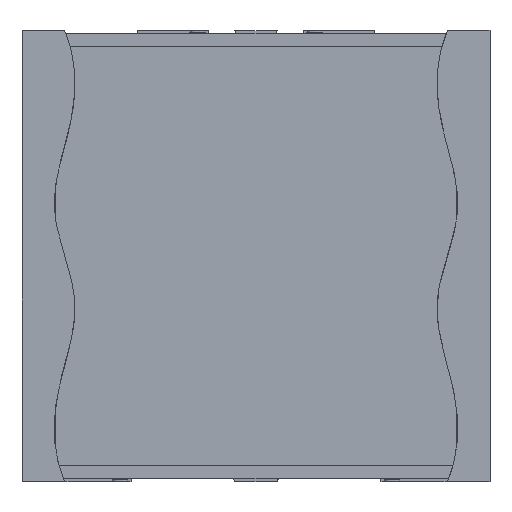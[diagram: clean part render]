
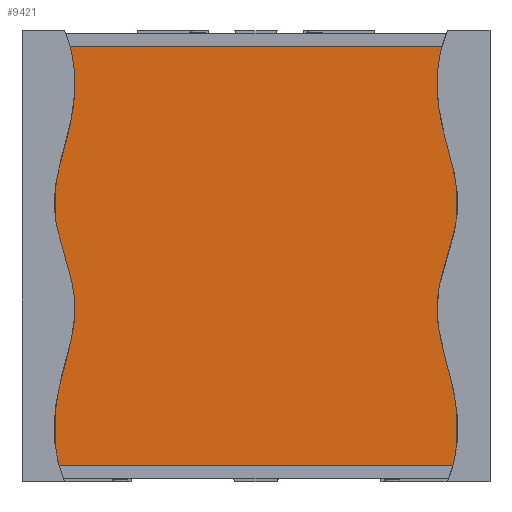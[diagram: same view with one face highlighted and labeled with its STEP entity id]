
A CAD part, top view. The second image highlights one B-rep face of the part: STEP entity #9421.
In plain terms, the highlighted planar face has unit normal (0, 0, 1).
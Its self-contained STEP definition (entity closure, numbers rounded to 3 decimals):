
#542=PLANE('',#10000);
#956=FACE_OUTER_BOUND('',#1478,.T.);
#1478=EDGE_LOOP('',(#7204,#7205,#7206,#7207));
#2245=LINE('',#14288,#3386);
#2246=LINE('',#14290,#3387);
#2247=LINE('',#14292,#3388);
#2248=LINE('',#14293,#3389);
#3386=VECTOR('',#11220,10.);
#3387=VECTOR('',#11221,10.);
#3388=VECTOR('',#11222,10.);
#3389=VECTOR('',#11223,10.);
#4490=VERTEX_POINT('',#14286);
#4491=VERTEX_POINT('',#14287);
#4492=VERTEX_POINT('',#14289);
#4493=VERTEX_POINT('',#14291);
#5505=EDGE_CURVE('',#4490,#4491,#2245,.T.);
#5506=EDGE_CURVE('',#4490,#4492,#2246,.T.);
#5507=EDGE_CURVE('',#4493,#4492,#2247,.T.);
#5508=EDGE_CURVE('',#4493,#4491,#2248,.F.);
#7204=ORIENTED_EDGE('',*,*,#5505,.F.);
#7205=ORIENTED_EDGE('',*,*,#5506,.T.);
#7206=ORIENTED_EDGE('',*,*,#5507,.F.);
#7207=ORIENTED_EDGE('',*,*,#5508,.T.);
#9421=ADVANCED_FACE('',(#956),#542,.F.);
#10000=AXIS2_PLACEMENT_3D('',#14285,#11218,#11219);
#11218=DIRECTION('center_axis',(0.,0.,-1.));
#11219=DIRECTION('ref_axis',(-1.,0.,0.));
#11220=DIRECTION('',(0.,1.,0.));
#11221=DIRECTION('',(1.,0.,0.));
#11222=DIRECTION('',(0.,-1.,0.));
#11223=DIRECTION('',(1.,0.,0.));
#14285=CARTESIAN_POINT('Origin',(236.,0.,54.5));
#14286=CARTESIAN_POINT('',(-236.,-246.,54.5));
#14287=CARTESIAN_POINT('',(-236.,246.,54.5));
#14288=CARTESIAN_POINT('',(-236.,0.,54.5));
#14289=CARTESIAN_POINT('',(236.,-246.,54.5));
#14290=CARTESIAN_POINT('',(118.,-246.,54.5));
#14291=CARTESIAN_POINT('',(236.,246.,54.5));
#14292=CARTESIAN_POINT('',(236.,0.,54.5));
#14293=CARTESIAN_POINT('',(118.,246.,54.5));
